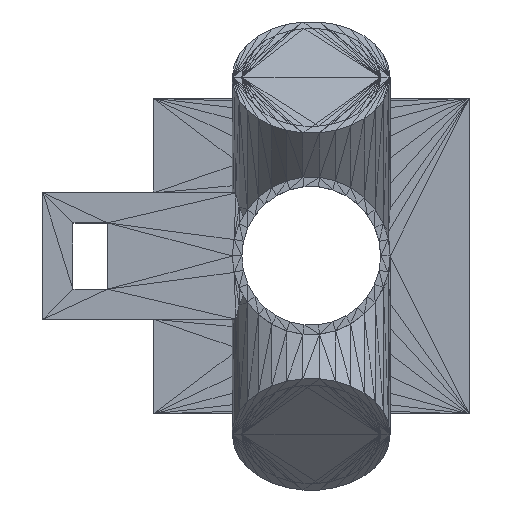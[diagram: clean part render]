
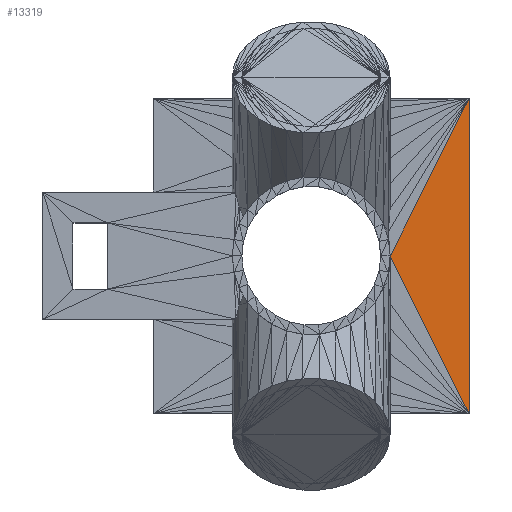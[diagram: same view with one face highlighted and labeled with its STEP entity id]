
A CAD part, top view. The second image highlights one B-rep face of the part: STEP entity #13319.
In plain terms, the highlighted planar face has unit normal (0, 0, 1).
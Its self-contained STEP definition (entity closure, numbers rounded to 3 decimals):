
#8792 = VERTEX_POINT('',#8793);
#8793 = CARTESIAN_POINT('',(42.5,120.,50.));
#12784 = VERTEX_POINT('',#12785);
#12785 = CARTESIAN_POINT('',(55.,145.,50.));
#12794 = PLANE('',#12795);
#12795 = AXIS2_PLACEMENT_3D('',#12796,#12797,#12798);
#12796 = CARTESIAN_POINT('',(55.,145.,50.));
#12797 = DIRECTION('',(0.,0.,-1.));
#12798 = DIRECTION('',(-1.,0.,-0.));
#12837 = EDGE_CURVE('',#8792,#12784,#12838,.T.);
#12838 = SURFACE_CURVE('',#12839,(#12843,#12850),.PCURVE_S1.);
#12839 = LINE('',#12840,#12841);
#12840 = CARTESIAN_POINT('',(42.5,120.,50.));
#12841 = VECTOR('',#12842,1.);
#12842 = DIRECTION('',(0.447,0.894,0.));
#12843 = PCURVE('',#12794,#12844);
#12844 = DEFINITIONAL_REPRESENTATION('',(#12845),#12849);
#12845 = LINE('',#12846,#12847);
#12846 = CARTESIAN_POINT('',(12.5,-25.));
#12847 = VECTOR('',#12848,1.);
#12848 = DIRECTION('',(-0.447,0.894));
#12849 = ( GEOMETRIC_REPRESENTATION_CONTEXT(2) 
PARAMETRIC_REPRESENTATION_CONTEXT() REPRESENTATION_CONTEXT('2D SPACE',''
  ) );
#12850 = PCURVE('',#12851,#12856);
#12851 = PLANE('',#12852);
#12852 = AXIS2_PLACEMENT_3D('',#12853,#12854,#12855);
#12853 = CARTESIAN_POINT('',(55.,145.,50.));
#12854 = DIRECTION('',(0.,-0.,-1.));
#12855 = DIRECTION('',(-1.,0.,-0.));
#12856 = DEFINITIONAL_REPRESENTATION('',(#12857),#12860);
#12857 = B_SPLINE_CURVE_WITH_KNOTS('',1,(#12858,#12859),.UNSPECIFIED.,
  .F.,.F.,(2,2),(0.,27.951),.PIECEWISE_BEZIER_KNOTS.);
#12858 = CARTESIAN_POINT('',(12.5,-25.));
#12859 = CARTESIAN_POINT('',(0.,0.));
#12860 = ( GEOMETRIC_REPRESENTATION_CONTEXT(2) 
PARAMETRIC_REPRESENTATION_CONTEXT() REPRESENTATION_CONTEXT('2D SPACE',''
  ) );
#13319 = ADVANCED_FACE('',(#13320),#12851,.F.);
#13320 = FACE_BOUND('',#13321,.T.);
#13321 = EDGE_LOOP('',(#13322,#13323,#13350));
#13322 = ORIENTED_EDGE('',*,*,#12837,.F.);
#13323 = ORIENTED_EDGE('',*,*,#13324,.T.);
#13324 = EDGE_CURVE('',#8792,#13325,#13327,.T.);
#13325 = VERTEX_POINT('',#13326);
#13326 = CARTESIAN_POINT('',(55.,95.,50.));
#13327 = SURFACE_CURVE('',#13328,(#13332,#13339),.PCURVE_S1.);
#13328 = LINE('',#13329,#13330);
#13329 = CARTESIAN_POINT('',(42.5,120.,50.));
#13330 = VECTOR('',#13331,1.);
#13331 = DIRECTION('',(0.447,-0.894,0.));
#13332 = PCURVE('',#12851,#13333);
#13333 = DEFINITIONAL_REPRESENTATION('',(#13334),#13338);
#13334 = LINE('',#13335,#13336);
#13335 = CARTESIAN_POINT('',(12.5,-25.));
#13336 = VECTOR('',#13337,1.);
#13337 = DIRECTION('',(-0.447,-0.894));
#13338 = ( GEOMETRIC_REPRESENTATION_CONTEXT(2) 
PARAMETRIC_REPRESENTATION_CONTEXT() REPRESENTATION_CONTEXT('2D SPACE',''
  ) );
#13339 = PCURVE('',#13340,#13345);
#13340 = PLANE('',#13341);
#13341 = AXIS2_PLACEMENT_3D('',#13342,#13343,#13344);
#13342 = CARTESIAN_POINT('',(42.5,112.5,50.));
#13343 = DIRECTION('',(0.,0.,-1.));
#13344 = DIRECTION('',(-1.,0.,-0.));
#13345 = DEFINITIONAL_REPRESENTATION('',(#13346),#13349);
#13346 = B_SPLINE_CURVE_WITH_KNOTS('',1,(#13347,#13348),.UNSPECIFIED.,
  .F.,.F.,(2,2),(0.,27.951),.PIECEWISE_BEZIER_KNOTS.);
#13347 = CARTESIAN_POINT('',(0.,7.5));
#13348 = CARTESIAN_POINT('',(-12.5,-17.5));
#13349 = ( GEOMETRIC_REPRESENTATION_CONTEXT(2) 
PARAMETRIC_REPRESENTATION_CONTEXT() REPRESENTATION_CONTEXT('2D SPACE',''
  ) );
#13350 = ORIENTED_EDGE('',*,*,#13351,.T.);
#13351 = EDGE_CURVE('',#13325,#12784,#13352,.T.);
#13352 = SURFACE_CURVE('',#13353,(#13357,#13364),.PCURVE_S1.);
#13353 = LINE('',#13354,#13355);
#13354 = CARTESIAN_POINT('',(55.,95.,50.));
#13355 = VECTOR('',#13356,1.);
#13356 = DIRECTION('',(0.,1.,0.));
#13357 = PCURVE('',#12851,#13358);
#13358 = DEFINITIONAL_REPRESENTATION('',(#13359),#13363);
#13359 = LINE('',#13360,#13361);
#13360 = CARTESIAN_POINT('',(-0.,-50.));
#13361 = VECTOR('',#13362,1.);
#13362 = DIRECTION('',(0.,1.));
#13363 = ( GEOMETRIC_REPRESENTATION_CONTEXT(2) 
PARAMETRIC_REPRESENTATION_CONTEXT() REPRESENTATION_CONTEXT('2D SPACE',''
  ) );
#13364 = PCURVE('',#13365,#13370);
#13365 = PLANE('',#13366);
#13366 = AXIS2_PLACEMENT_3D('',#13367,#13368,#13369);
#13367 = CARTESIAN_POINT('',(55.,95.,50.));
#13368 = DIRECTION('',(-1.,0.,0.));
#13369 = DIRECTION('',(0.,0.,-1.));
#13370 = DEFINITIONAL_REPRESENTATION('',(#13371),#13374);
#13371 = B_SPLINE_CURVE_WITH_KNOTS('',1,(#13372,#13373),.UNSPECIFIED.,
  .F.,.F.,(2,2),(0.,50.),.PIECEWISE_BEZIER_KNOTS.);
#13372 = CARTESIAN_POINT('',(0.,0.));
#13373 = CARTESIAN_POINT('',(0.,-50.));
#13374 = ( GEOMETRIC_REPRESENTATION_CONTEXT(2) 
PARAMETRIC_REPRESENTATION_CONTEXT() REPRESENTATION_CONTEXT('2D SPACE',''
  ) );
